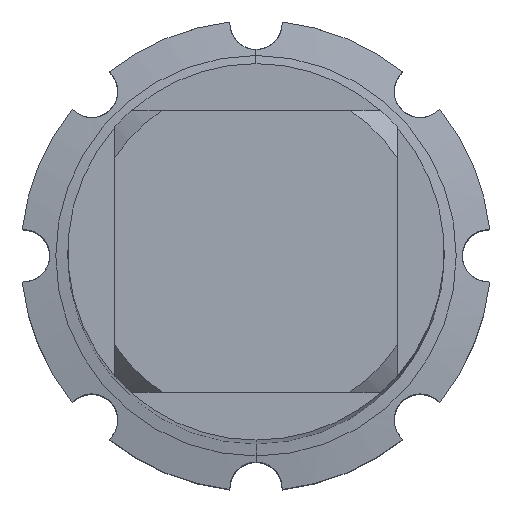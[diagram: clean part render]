
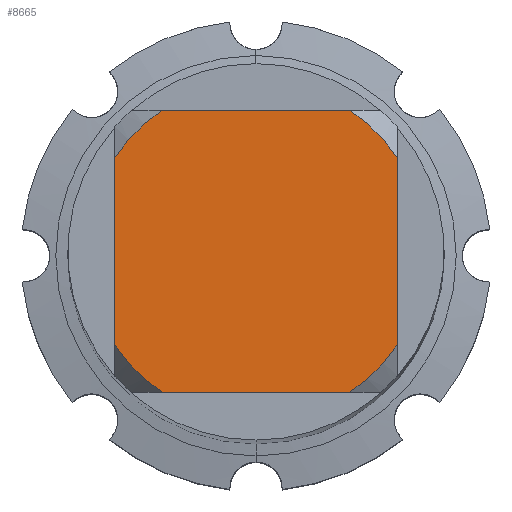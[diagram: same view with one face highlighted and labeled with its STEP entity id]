
A CAD part, top view. The second image highlights one B-rep face of the part: STEP entity #8665.
In plain terms, the highlighted planar face has unit normal (0, 0, 1).
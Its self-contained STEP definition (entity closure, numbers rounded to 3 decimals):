
#4895=EDGE_CURVE('',#5355,#10385,#14464,.T.);
#5355=VERTEX_POINT('',#14960);
#5363=VERTEX_POINT('',#14969);
#6139=VERTEX_POINT('',#15814);
#6325=EDGE_CURVE('',#13701,#10399,#16014,.T.);
#7785=EDGE_CURVE('',#13701,#8593,#17587,.T.);
#8051=EDGE_CURVE('',#5355,#6139,#17871,.T.);
#8593=VERTEX_POINT('',#18472);
#8665=ADVANCED_FACE('',(#18546),#18547,.T.);
#8797=VERTEX_POINT('',#18686);
#10385=VERTEX_POINT('',#20409);
#10399=VERTEX_POINT('',#20423);
#11225=EDGE_CURVE('',#8797,#10385,#21315,.T.);
#12379=EDGE_CURVE('',#5363,#10399,#22571,.T.);
#13633=EDGE_CURVE('',#8797,#8593,#23940,.T.);
#13701=VERTEX_POINT('',#24014);
#14259=EDGE_CURVE('',#5363,#6139,#24618,.T.);
#14464=CIRCLE('',#24923,7.2);
#14960=CARTESIAN_POINT('',(-6.0,3.98,0.0));
#14969=CARTESIAN_POINT('',(-3.98,-6.0,0.0));
#15814=CARTESIAN_POINT('',(-6.0,-3.98,0.0));
#16014=CIRCLE('',#27792,7.2);
#17587=LINE('',#30569,#30570);
#17871=LINE('',#31099,#31100);
#18472=CARTESIAN_POINT('',(6.0,3.98,0.0));
#18546=FACE_OUTER_BOUND('',#32286,.T.);
#18547=PLANE('',#32287);
#18686=CARTESIAN_POINT('',(3.98,6.0,0.0));
#20409=CARTESIAN_POINT('',(-3.98,6.0,0.0));
#20423=CARTESIAN_POINT('',(3.98,-6.0,0.0));
#21315=LINE('',#37202,#37203);
#22571=LINE('',#39347,#39348);
#23940=CIRCLE('',#41934,7.2);
#24014=CARTESIAN_POINT('',(6.0,-3.98,0.0));
#24618=CIRCLE('',#43169,7.2);
#24923=AXIS2_PLACEMENT_3D('',#43415,#43416,#43417);
#27792=AXIS2_PLACEMENT_3D('',#44928,#44929,#44930);
#30569=CARTESIAN_POINT('',(6.0,1.8,0.0));
#30570=VECTOR('',#46667,1.0);
#31099=CARTESIAN_POINT('',(-6.0,1.8,0.0));
#31100=VECTOR('',#46901,1.0);
#32286=EDGE_LOOP('',(#47586,#47587,#47588,#47589,#47590,#47591,#47592,#47593));
#32287=AXIS2_PLACEMENT_3D('',#47594,#47595,#47596);
#37202=CARTESIAN_POINT('',(0.0,6.0,0.0));
#37203=VECTOR('',#50649,1.0);
#39347=CARTESIAN_POINT('',(0.0,-6.0,0.0));
#39348=VECTOR('',#52025,1.0);
#41934=AXIS2_PLACEMENT_3D('',#53520,#53521,#53522);
#43169=AXIS2_PLACEMENT_3D('',#54205,#54206,#54207);
#43415=CARTESIAN_POINT('',(0.0,0.0,0.0));
#43416=DIRECTION('',(0.0,0.0,-1.0));
#43417=DIRECTION('',(0.0,1.0,0.0));
#44928=CARTESIAN_POINT('',(0.0,0.0,0.0));
#44929=DIRECTION('',(0.0,0.0,-1.0));
#44930=DIRECTION('',(0.0,1.0,0.0));
#46667=DIRECTION('',(-0.0,1.0,0.0));
#46901=DIRECTION('',(-0.0,-1.0,0.0));
#47586=ORIENTED_EDGE('',*,*,#8051,.T.);
#47587=ORIENTED_EDGE('',*,*,#14259,.F.);
#47588=ORIENTED_EDGE('',*,*,#12379,.T.);
#47589=ORIENTED_EDGE('',*,*,#6325,.F.);
#47590=ORIENTED_EDGE('',*,*,#7785,.T.);
#47591=ORIENTED_EDGE('',*,*,#13633,.F.);
#47592=ORIENTED_EDGE('',*,*,#11225,.T.);
#47593=ORIENTED_EDGE('',*,*,#4895,.F.);
#47594=CARTESIAN_POINT('',(0.0,3.6,0.0));
#47595=DIRECTION('',(-0.0,0.0,1.0));
#47596=DIRECTION('',(0.0,-1.0,0.0));
#50649=DIRECTION('',(-1.0,0.0,0.0));
#52025=DIRECTION('',(1.0,0.0,0.0));
#53520=CARTESIAN_POINT('',(0.0,0.0,0.0));
#53521=DIRECTION('',(0.0,0.0,-1.0));
#53522=DIRECTION('',(0.0,1.0,0.0));
#54205=CARTESIAN_POINT('',(0.0,0.0,0.0));
#54206=DIRECTION('',(0.0,0.0,-1.0));
#54207=DIRECTION('',(0.0,1.0,0.0));
